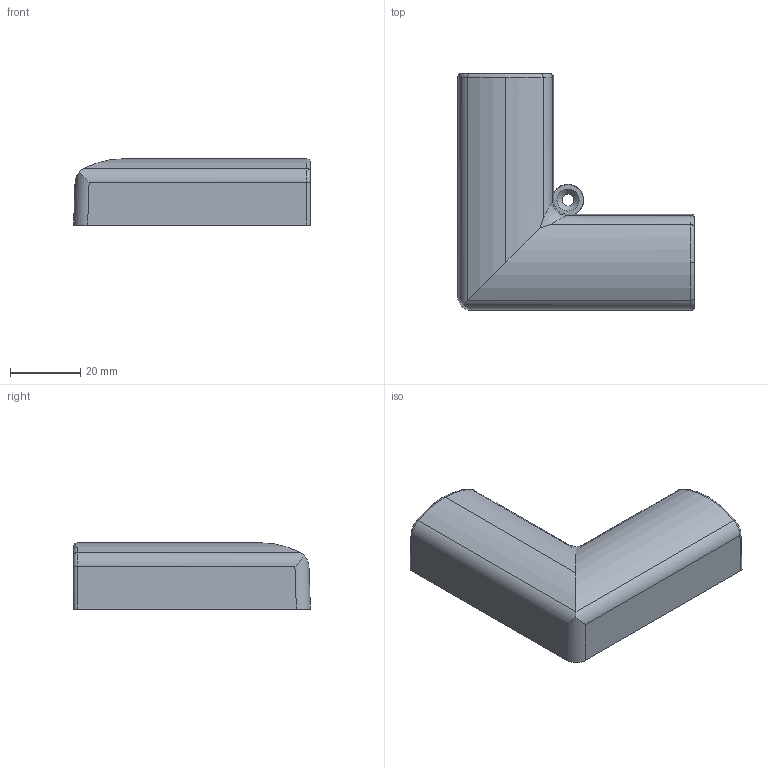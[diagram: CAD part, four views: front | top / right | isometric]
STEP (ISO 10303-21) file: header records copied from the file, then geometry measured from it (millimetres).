
FILE_DESCRIPTION (( 'STEP AP214' ), '1' );
FILE_NAME ('EFLEXL1_STPALL.STEP', '2022-09-23T13:02:34', ( '' ), ( '' ), 'SwSTEP 2.0', 'SolidWorks 2020', '' );
FILE_SCHEMA (( 'AUTOMOTIVE_DESIGN' ));
Length unit declared in the file: millimetre
Products named in the file (1): EFLEXL1_STPALL
Bounding box: 67.43 x 67.43 x 18.8 mm (x, y, z)
Volume: 11514 mm3; surface area: 12224 mm2
Topology: 1 solids, 1 shells, 63 faces, 167 edges, 106 vertices
Faces by surface type: cylinder 31, plane 19, torus 7, cone 4, bspline 2
Entity records: 2785 total; most frequent: CARTESIAN_POINT 523, ORIENTED_EDGE 334, DIRECTION 320, EDGE_CURVE 167, AXIS2_PLACEMENT_3D 119, VERTEX_POINT 106, LINE 82, VECTOR 82
